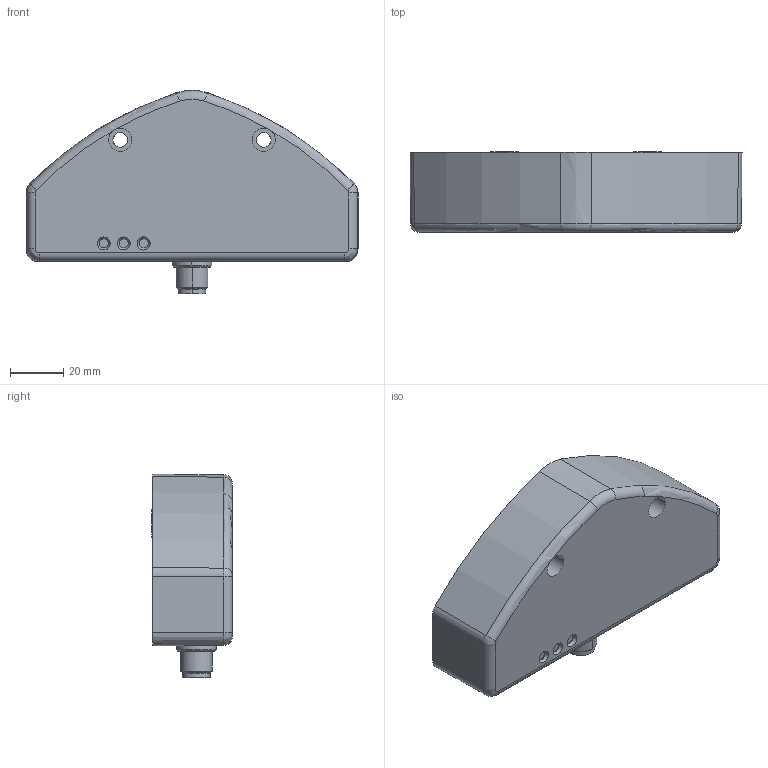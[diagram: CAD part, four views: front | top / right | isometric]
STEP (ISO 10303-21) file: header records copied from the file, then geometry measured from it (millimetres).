
FILE_DESCRIPTION((''),'2;1');
FILE_NAME('CAD-1723A','2019-11-21T13:40:55',('creinig-se'),(''),'CREO PARAMETRIC BY PTC INC, 2018420','CREO PARAMETRIC BY PTC INC, 2018420','');
FILE_SCHEMA(('CONFIG_CONTROL_DESIGN','SHAPE_APPEARANCE_LAYERS_GROUPS'));
Length unit declared in the file: millimetre
Products named in the file (1): CAD-1723A
Bounding box: 125 x 30.3 x 76.7 mm (x, y, z)
Volume: 163858.1 mm3; surface area: 37540.2 mm2
Topology: 1 solids, 2 shells, 181 faces, 476 edges, 322 vertices
Faces by surface type: plane 76, cone 50, cylinder 48, bspline 4, torus 3
Entity records: 7986 total; most frequent: CARTESIAN_POINT 1256, DIRECTION 1005, ORIENTED_EDGE 926, PRESENTATION_STYLE_ASSIGNMENT 530, STYLED_ITEM 479, CURVE_STYLE 477, EDGE_CURVE 466, AXIS2_PLACEMENT_3D 377
